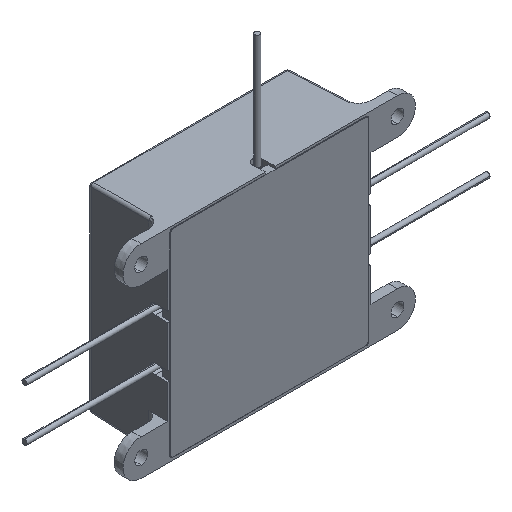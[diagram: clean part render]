
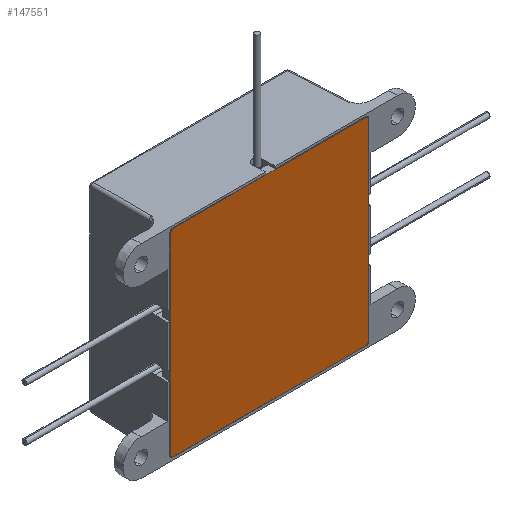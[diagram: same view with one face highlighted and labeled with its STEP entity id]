
A CAD part, isometric view. The second image highlights one B-rep face of the part: STEP entity #147551.
In plain terms, the highlighted planar face has unit normal (0, -1, 0).
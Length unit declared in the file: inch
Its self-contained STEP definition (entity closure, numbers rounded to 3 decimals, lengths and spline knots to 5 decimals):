
#232 = AXIS2_PLACEMENT_3D ( 'NONE', #56636, #70038, #163566 ) ;
#1009 = ORIENTED_EDGE ( 'NONE', *, *, #96216, .T. ) ;
#2690 = CARTESIAN_POINT ( 'NONE',  ( -1.07, 0., -1.07 ) ) ;
#5780 = CARTESIAN_POINT ( 'NONE',  ( 1.07, 0., -1.03801 ) ) ;
#9134 = EDGE_CURVE ( 'NONE', #61158, #75928, #166946, .T. ) ;
#14262 = EDGE_CURVE ( 'NONE', #117642, #41515, #90433, .T. ) ;
#20583 =( BOUNDED_CURVE ( )  B_SPLINE_CURVE ( 3, ( #78999, #133253, #53215, #26855 ),
 .UNSPECIFIED., .F., .F. ) 
 B_SPLINE_CURVE_WITH_KNOTS ( ( 4, 4 ),
 ( 5.49813, 7.06824 ),
 .UNSPECIFIED. ) 
 CURVE ( )  GEOMETRIC_REPRESENTATION_ITEM ( )  RATIONAL_B_SPLINE_CURVE ( ( 1., 0.805, 0.805, 1. ) ) 
 REPRESENTATION_ITEM ( '' )  );
#23311 = CARTESIAN_POINT ( 'NONE',  ( -1.07, 0., 1.07 ) ) ;
#25448 =( BOUNDED_CURVE ( )  B_SPLINE_CURVE ( 3, ( #140710, #33748, #57115, #34848 ),
 .UNSPECIFIED., .F., .T. ) 
 B_SPLINE_CURVE_WITH_KNOTS ( ( 4, 4 ),
 ( 5.49813, 7.06824 ),
 .UNSPECIFIED. ) 
 CURVE ( )  GEOMETRIC_REPRESENTATION_ITEM ( )  RATIONAL_B_SPLINE_CURVE ( ( 1., 0.805, 0.805, 1. ) ) 
 REPRESENTATION_ITEM ( '' )  );
#25759 = LINE ( 'NONE', #137989, #155475 ) ;
#26855 = CARTESIAN_POINT ( 'NONE',  ( -1.03801, 0., -1.07 ) ) ;
#30017 = ORIENTED_EDGE ( 'NONE', *, *, #51808, .F. ) ;
#30918 =( BOUNDED_CURVE ( )  B_SPLINE_CURVE ( 3, ( #71184, #130056, #154142, #36519 ),
 .UNSPECIFIED., .F., .F. ) 
 B_SPLINE_CURVE_WITH_KNOTS ( ( 4, 4 ),
 ( 5.49813, 7.06824 ),
 .UNSPECIFIED. ) 
 CURVE ( )  GEOMETRIC_REPRESENTATION_ITEM ( )  RATIONAL_B_SPLINE_CURVE ( ( 1., 0.805, 0.805, 1. ) ) 
 REPRESENTATION_ITEM ( '' )  );
#33748 = CARTESIAN_POINT ( 'NONE',  ( -1.05675, 0., 1.07 ) ) ;
#33918 = DIRECTION ( 'NONE',  ( 0., 0., -1. ) ) ;
#34848 = CARTESIAN_POINT ( 'NONE',  ( -1.07, 0., 1.03801 ) ) ;
#36519 = CARTESIAN_POINT ( 'NONE',  ( 1.03801, 0., 1.07 ) ) ;
#36733 = DIRECTION ( 'NONE',  ( 1., 0., 0. ) ) ;
#37789 = EDGE_CURVE ( 'NONE', #63412, #75928, #25448, .T. ) ;
#40080 = VERTEX_POINT ( 'NONE', #162900 ) ;
#40776 = VERTEX_POINT ( 'NONE', #107594 ) ;
#41515 = VERTEX_POINT ( 'NONE', #99150 ) ;
#42944 = ORIENTED_EDGE ( 'NONE', *, *, #172086, .F. ) ;
#47398 = CARTESIAN_POINT ( 'NONE',  ( -1.07, 0., 1.03801 ) ) ;
#51808 = EDGE_CURVE ( 'NONE', #63412, #154135, #86039, .T. ) ;
#53215 = CARTESIAN_POINT ( 'NONE',  ( -1.05675, 0., -1.07 ) ) ;
#55988 = DIRECTION ( 'NONE',  ( 0., 0., 1. ) ) ;
#56636 = CARTESIAN_POINT ( 'NONE',  ( -1.07, 0., 1.07 ) ) ;
#57115 = CARTESIAN_POINT ( 'NONE',  ( -1.07, 0., 1.05675 ) ) ;
#58821 = VECTOR ( 'NONE', #36733, 39.37008 ) ;
#61158 = VERTEX_POINT ( 'NONE', #73010 ) ;
#63412 = VERTEX_POINT ( 'NONE', #162037 ) ;
#64412 = VECTOR ( 'NONE', #55988, 39.37008 ) ;
#65139 = VECTOR ( 'NONE', #106884, 39.37008 ) ;
#70038 = DIRECTION ( 'NONE',  ( 0., 1., 0. ) ) ;
#70737 = ORIENTED_EDGE ( 'NONE', *, *, #37789, .T. ) ;
#71184 = CARTESIAN_POINT ( 'NONE',  ( 1.07, 0., 1.03801 ) ) ;
#72969 = EDGE_LOOP ( 'NONE', ( #80059, #81265, #101876, #108407, #42944, #1009, #30017, #70737 ) ) ;
#73010 = CARTESIAN_POINT ( 'NONE',  ( -1.07, 0., -1.03801 ) ) ;
#75928 = VERTEX_POINT ( 'NONE', #47398 ) ;
#78902 =( BOUNDED_CURVE ( )  B_SPLINE_CURVE ( 3, ( #162525, #95987, #163670, #5780 ),
 .UNSPECIFIED., .F., .T. ) 
 B_SPLINE_CURVE_WITH_KNOTS ( ( 4, 4 ),
 ( 5.49813, 7.06824 ),
 .UNSPECIFIED. ) 
 CURVE ( )  GEOMETRIC_REPRESENTATION_ITEM ( )  RATIONAL_B_SPLINE_CURVE ( ( 1., 0.805, 0.805, 1. ) ) 
 REPRESENTATION_ITEM ( '' )  );
#78999 = CARTESIAN_POINT ( 'NONE',  ( -1.07, 0., -1.03801 ) ) ;
#80059 = ORIENTED_EDGE ( 'NONE', *, *, #9134, .F. ) ;
#81265 = ORIENTED_EDGE ( 'NONE', *, *, #151629, .T. ) ;
#86039 = LINE ( 'NONE', #23311, #58821 ) ;
#90433 = LINE ( 'NONE', #159496, #65139 ) ;
#95987 = CARTESIAN_POINT ( 'NONE',  ( 1.05675, 0., -1.07 ) ) ;
#96216 = EDGE_CURVE ( 'NONE', #40776, #154135, #30918, .T. ) ;
#98149 = PLANE ( 'NONE',  #232 ) ;
#99150 = CARTESIAN_POINT ( 'NONE',  ( -1.03801, 0., -1.07 ) ) ;
#101876 = ORIENTED_EDGE ( 'NONE', *, *, #14262, .F. ) ;
#106884 = DIRECTION ( 'NONE',  ( -1., 0., 0. ) ) ;
#107594 = CARTESIAN_POINT ( 'NONE',  ( 1.07, 0., 1.03801 ) ) ;
#108407 = ORIENTED_EDGE ( 'NONE', *, *, #119312, .T. ) ;
#117642 = VERTEX_POINT ( 'NONE', #133731 ) ;
#119312 = EDGE_CURVE ( 'NONE', #117642, #40080, #78902, .T. ) ;
#122397 = FACE_OUTER_BOUND ( 'NONE', #72969, .T. ) ;
#125365 = CARTESIAN_POINT ( 'NONE',  ( 1.03801, 0., 1.07 ) ) ;
#130056 = CARTESIAN_POINT ( 'NONE',  ( 1.07, 0., 1.05675 ) ) ;
#133253 = CARTESIAN_POINT ( 'NONE',  ( -1.07, 0., -1.05675 ) ) ;
#133731 = CARTESIAN_POINT ( 'NONE',  ( 1.03801, 0., -1.07 ) ) ;
#137989 = CARTESIAN_POINT ( 'NONE',  ( 1.07, 0., -1.07 ) ) ;
#140710 = CARTESIAN_POINT ( 'NONE',  ( -1.03801, 0., 1.07 ) ) ;
#147551 = ADVANCED_FACE ( 'NONE', ( #122397 ), #98149, .F. ) ;
#151629 = EDGE_CURVE ( 'NONE', #61158, #41515, #20583, .T. ) ;
#154135 = VERTEX_POINT ( 'NONE', #125365 ) ;
#154142 = CARTESIAN_POINT ( 'NONE',  ( 1.05675, 0., 1.07 ) ) ;
#155475 = VECTOR ( 'NONE', #33918, 39.37008 ) ;
#159496 = CARTESIAN_POINT ( 'NONE',  ( -1.07, 0., -1.07 ) ) ;
#162037 = CARTESIAN_POINT ( 'NONE',  ( -1.03801, 0., 1.07 ) ) ;
#162525 = CARTESIAN_POINT ( 'NONE',  ( 1.03801, 0., -1.07 ) ) ;
#162900 = CARTESIAN_POINT ( 'NONE',  ( 1.07, 0., -1.03801 ) ) ;
#163566 = DIRECTION ( 'NONE',  ( 0., 0., 1. ) ) ;
#163670 = CARTESIAN_POINT ( 'NONE',  ( 1.07, 0., -1.05675 ) ) ;
#166946 = LINE ( 'NONE', #2690, #64412 ) ;
#172086 = EDGE_CURVE ( 'NONE', #40776, #40080, #25759, .T. ) ;
